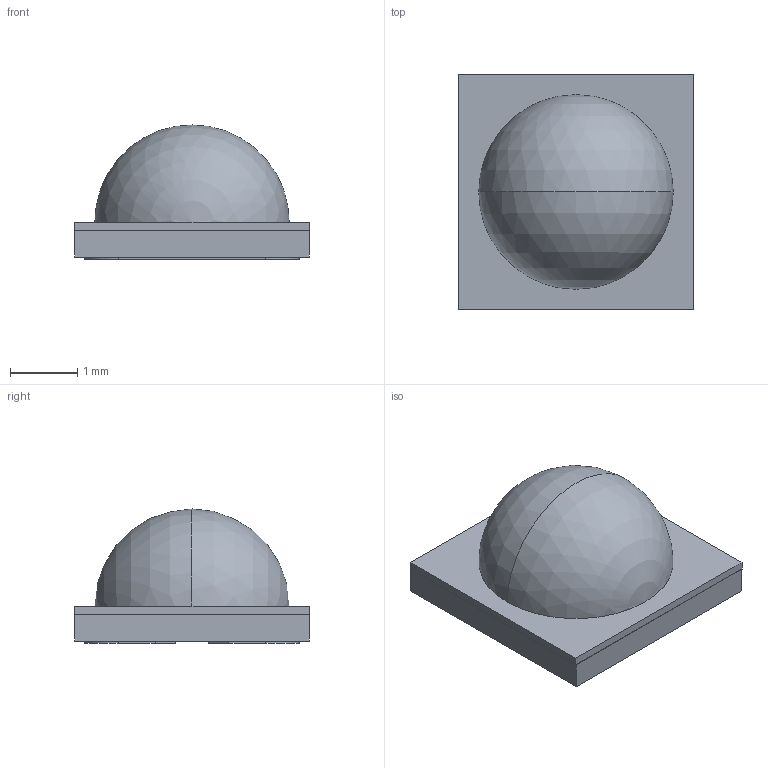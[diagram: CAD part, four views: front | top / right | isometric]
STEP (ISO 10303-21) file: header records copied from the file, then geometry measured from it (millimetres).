
FILE_DESCRIPTION (( 'STEP AP214' ), '1' );
FILE_NAME ('NVSW119B-V1 3D Data.STEP', '2014-05-25T23:26:40', ( 'NICHIA' ), ( '' ), 'SwSTEP 2.0', 'SolidWorks 2012', '' );
FILE_SCHEMA (( 'AUTOMOTIVE_DESIGN' ));
Length unit declared in the file: millimetre
Products named in the file (3): Part1; Part2; NVSW119B-V1 3D Data
Assembly tree (2 placements, depth 2):
  NVSW119B-V1 3D Data
    Part1
    Part2
Bounding box: 3.5 x 3.5 x 2 mm (x, y, z)
Volume: 13 mm3; surface area: 63.4 mm2
Topology: 2 solids, 2 shells, 32 faces, 80 edges, 53 vertices
Faces by surface type: plane 26, cylinder 4, sphere 2
Entity records: 1030 total; most frequent: CARTESIAN_POINT 164, DIRECTION 162, ORIENTED_EDGE 152, EDGE_CURVE 76, VECTOR 64, LINE 64, VERTEX_POINT 51, AXIS2_PLACEMENT_3D 49
